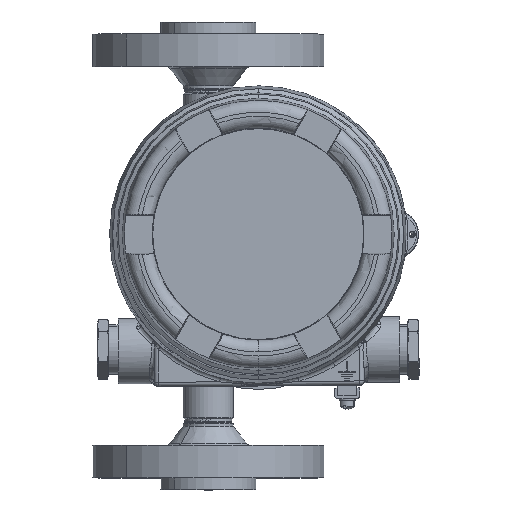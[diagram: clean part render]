
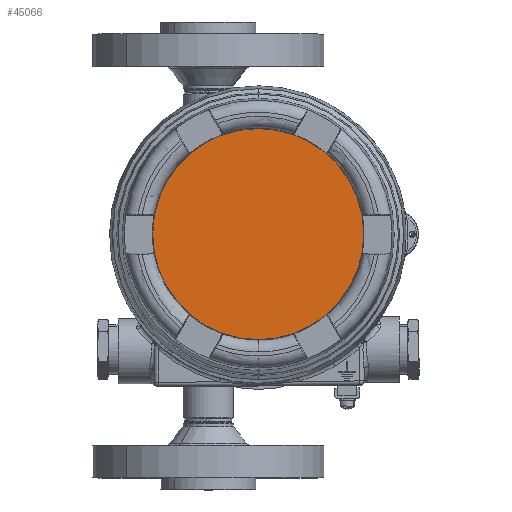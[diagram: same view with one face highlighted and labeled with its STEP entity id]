
A CAD part, top view. The second image highlights one B-rep face of the part: STEP entity #45066.
In plain terms, the highlighted planar face has unit normal (0, 0, 1).
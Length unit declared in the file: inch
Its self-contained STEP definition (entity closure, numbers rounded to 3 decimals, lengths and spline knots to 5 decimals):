
#571 = DIRECTION ( 'NONE',  ( 0., 0., 1. ) ) ;
#2288 = AXIS2_PLACEMENT_3D ( 'NONE', #23753, #40905, #45064 ) ;
#2482 = AXIS2_PLACEMENT_3D ( 'NONE', #32164, #28897, #18696 ) ;
#3202 = EDGE_CURVE ( 'NONE', #16845, #24534, #29866, .T. ) ;
#11853 = CIRCLE ( 'NONE', #36341, 2.536 ) ;
#16566 = PLANE ( 'NONE',  #2288 ) ;
#16845 = VERTEX_POINT ( 'NONE', #36467 ) ;
#17960 = DIRECTION ( 'NONE',  ( 0.999, 0.036, 0. ) ) ;
#18696 = DIRECTION ( 'NONE',  ( 0.999, 0.036, 0. ) ) ;
#23753 = CARTESIAN_POINT ( 'NONE',  ( 1.05014, 5.36656, 8.145 ) ) ;
#24534 = VERTEX_POINT ( 'NONE', #42618 ) ;
#27330 = ORIENTED_EDGE ( 'NONE', *, *, #3202, .T. ) ;
#28400 = CARTESIAN_POINT ( 'NONE',  ( 1.05014, 5.36656, 8.145 ) ) ;
#28897 = DIRECTION ( 'NONE',  ( 0., 0., 1. ) ) ;
#29866 = CIRCLE ( 'NONE', #2482, 2.536 ) ;
#30254 = FACE_OUTER_BOUND ( 'NONE', #33387, .T. ) ;
#32164 = CARTESIAN_POINT ( 'NONE',  ( 1.05014, 5.36656, 8.145 ) ) ;
#33387 = EDGE_LOOP ( 'NONE', ( #38014, #27330 ) ) ;
#36341 = AXIS2_PLACEMENT_3D ( 'NONE', #28400, #571, #17960 ) ;
#36467 = CARTESIAN_POINT ( 'NONE',  ( 3.5845, 5.45776, 8.145 ) ) ;
#37087 = EDGE_CURVE ( 'NONE', #24534, #16845, #11853, .T. ) ;
#38014 = ORIENTED_EDGE ( 'NONE', *, *, #37087, .T. ) ;
#40905 = DIRECTION ( 'NONE',  ( 0., 0., 1. ) ) ;
#42618 = CARTESIAN_POINT ( 'NONE',  ( -1.48422, 5.27536, 8.145 ) ) ;
#45064 = DIRECTION ( 'NONE',  ( 0.999, 0.036, 0. ) ) ;
#45066 = ADVANCED_FACE ( 'NONE', ( #30254 ), #16566, .T. ) ;
